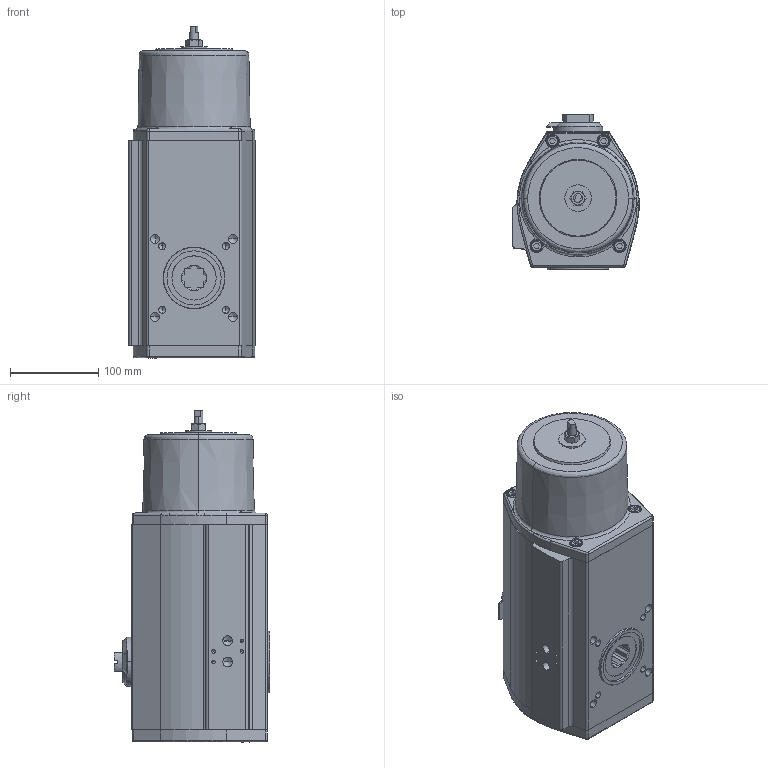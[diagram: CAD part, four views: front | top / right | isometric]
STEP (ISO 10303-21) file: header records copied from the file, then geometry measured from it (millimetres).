
FILE_DESCRIPTION (( 'STEP AP203' ), '1' );
FILE_NAME ('004826.STEP', '2018-08-10T10:04:39', ( '' ), ( '' ), 'SwSTEP 2.0', 'SolidWorks 2018', '' );
FILE_SCHEMA (( 'CONFIG_CONTROL_DESIGN' ));
Length unit declared in the file: millimetre
Products named in the file (1): 004826
Bounding box: 143.33 x 176.59 x 376.2 mm (x, y, z)
Volume: 5973665.5 mm3; surface area: 228805.4 mm2
Topology: 1 solids, 1 shells, 420 faces, 1086 edges, 679 vertices
Faces by surface type: plane 171, cylinder 133, cone 75, bspline 41
Entity records: 15237 total; most frequent: CARTESIAN_POINT 5193, ORIENTED_EDGE 2100, DIRECTION 2083, EDGE_CURVE 1050, AXIS2_PLACEMENT_3D 777, VERTEX_POINT 679, VECTOR 529, LINE 529
